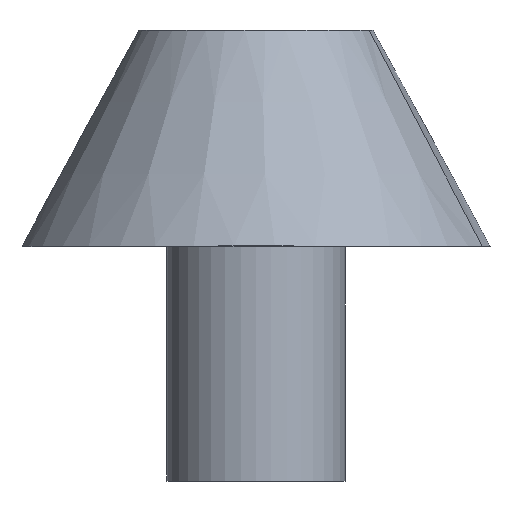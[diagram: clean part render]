
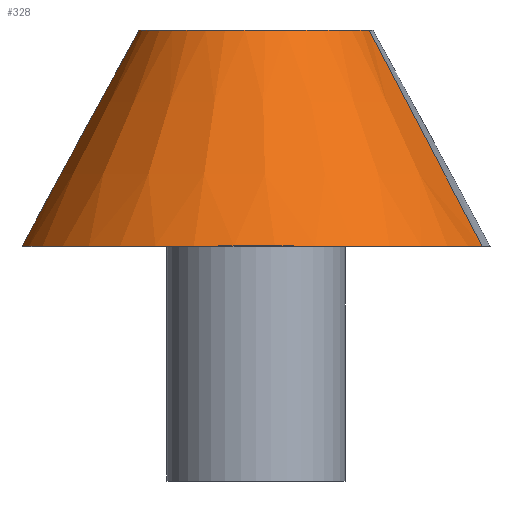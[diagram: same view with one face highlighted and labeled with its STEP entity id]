
A CAD part, top view. The second image highlights one B-rep face of the part: STEP entity #328.
In plain terms, the highlighted conical face has half-angle 28.523 degrees and reference radius 125 mm.
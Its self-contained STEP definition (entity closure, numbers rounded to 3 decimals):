
#33 = CIRCLE ( 'NONE', #1538, 125. ) ;
#100 = VERTEX_POINT ( 'NONE', #1770 ) ;
#126 = EDGE_CURVE ( 'NONE', #513, #521, #984, .T. ) ;
#140 = ORIENTED_EDGE ( 'NONE', *, *, #1206, .F. ) ;
#183 = VECTOR ( 'NONE', #2246, 1000. ) ;
#219 = FACE_OUTER_BOUND ( 'NONE', #426, .T. ) ;
#255 = DIRECTION ( 'NONE',  ( 0., -1., 0. ) ) ;
#328 = ADVANCED_FACE ( 'NONE', ( #219 ), #1966, .T. ) ;
#336 = CARTESIAN_POINT ( 'NONE',  ( -125., 0., 0. ) ) ;
#426 = EDGE_LOOP ( 'NONE', ( #1168, #2225, #1433, #140 ) ) ;
#443 = DIRECTION ( 'NONE',  ( 1., 0., 0. ) ) ;
#513 = VERTEX_POINT ( 'NONE', #894 ) ;
#521 = VERTEX_POINT ( 'NONE', #534 ) ;
#534 = CARTESIAN_POINT ( 'NONE',  ( -250., -230., 0. ) ) ;
#538 = EDGE_CURVE ( 'NONE', #100, #1024, #33, .T. ) ;
#548 = CARTESIAN_POINT ( 'NONE',  ( 0., 0., 0. ) ) ;
#664 = LINE ( 'NONE', #1890, #183 ) ;
#724 = DIRECTION ( 'NONE',  ( 1., 0., 0. ) ) ;
#801 = DIRECTION ( 'NONE',  ( 0., -1., 0. ) ) ;
#894 = CARTESIAN_POINT ( 'NONE',  ( 250., -230., 0. ) ) ;
#921 = DIRECTION ( 'NONE',  ( 0.478, -0.879, 0. ) ) ;
#984 = CIRCLE ( 'NONE', #1990, 250. ) ;
#1024 = VERTEX_POINT ( 'NONE', #336 ) ;
#1168 = ORIENTED_EDGE ( 'NONE', *, *, #538, .T. ) ;
#1206 = EDGE_CURVE ( 'NONE', #100, #513, #1701, .T. ) ;
#1325 = CARTESIAN_POINT ( 'NONE',  ( 0., -230., 0. ) ) ;
#1433 = ORIENTED_EDGE ( 'NONE', *, *, #126, .F. ) ;
#1466 = AXIS2_PLACEMENT_3D ( 'NONE', #1689, #801, #443 ) ;
#1494 = EDGE_CURVE ( 'NONE', #1024, #521, #664, .T. ) ;
#1508 = DIRECTION ( 'NONE',  ( 1., 0., 0. ) ) ;
#1538 = AXIS2_PLACEMENT_3D ( 'NONE', #548, #1799, #724 ) ;
#1689 = CARTESIAN_POINT ( 'NONE',  ( 0., 0., 0. ) ) ;
#1701 = LINE ( 'NONE', #2168, #2060 ) ;
#1770 = CARTESIAN_POINT ( 'NONE',  ( 125., 0., 0. ) ) ;
#1799 = DIRECTION ( 'NONE',  ( 0., -1., 0. ) ) ;
#1890 = CARTESIAN_POINT ( 'NONE',  ( -125., 0., 0. ) ) ;
#1966 = CONICAL_SURFACE ( 'NONE', #1466, 125., 0.498 ) ;
#1990 = AXIS2_PLACEMENT_3D ( 'NONE', #1325, #255, #1508 ) ;
#2060 = VECTOR ( 'NONE', #921, 1000. ) ;
#2168 = CARTESIAN_POINT ( 'NONE',  ( 125., 0., 0. ) ) ;
#2225 = ORIENTED_EDGE ( 'NONE', *, *, #1494, .T. ) ;
#2246 = DIRECTION ( 'NONE',  ( -0.478, -0.879, 0. ) ) ;
